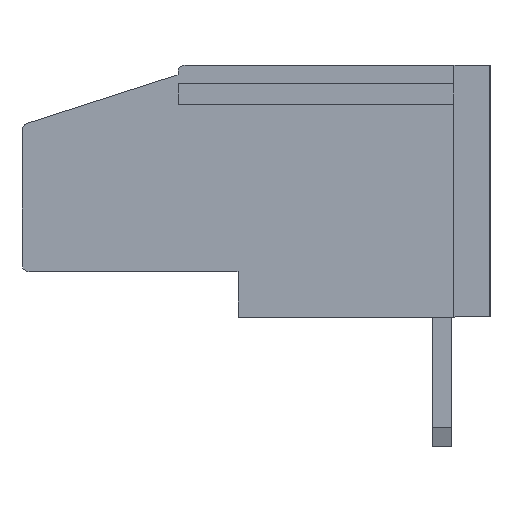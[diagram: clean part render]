
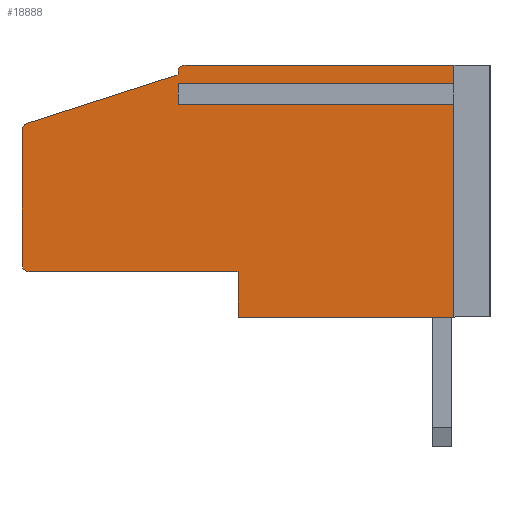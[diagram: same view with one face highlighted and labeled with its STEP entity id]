
A CAD part, left-side view. The second image highlights one B-rep face of the part: STEP entity #18888.
In plain terms, the highlighted planar face has unit normal (-1, 0, 0).
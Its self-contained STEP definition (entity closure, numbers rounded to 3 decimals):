
#158 = DIRECTION ( 'NONE',  ( 0., 0., -1. ) ) ;
#212 = DIRECTION ( 'NONE',  ( 0., 0., -1. ) ) ;
#669 = DIRECTION ( 'NONE',  ( -1., 0., 0. ) ) ;
#758 = CIRCLE ( 'NONE', #8867, 0.3 ) ;
#914 = EDGE_LOOP ( 'NONE', ( #27859, #28809, #6340, #1339, #30428, #26586, #23239, #21373, #34409, #34310, #21190, #31471, #33033, #27682, #34837 ) ) ;
#1339 = ORIENTED_EDGE ( 'NONE', *, *, #8929, .F. ) ;
#1695 = CARTESIAN_POINT ( 'NONE',  ( 0., 13., 9.502 ) ) ;
#2339 = LINE ( 'NONE', #13388, #17531 ) ;
#2394 = LINE ( 'NONE', #17169, #21773 ) ;
#2785 = CARTESIAN_POINT ( 'NONE',  ( 0., 13., 9.098 ) ) ;
#3156 = CARTESIAN_POINT ( 'NONE',  ( 0., 13., 9.502 ) ) ;
#3556 = VERTEX_POINT ( 'NONE', #21174 ) ;
#3997 = DIRECTION ( 'NONE',  ( 0., 0., -1. ) ) ;
#4383 = DIRECTION ( 'NONE',  ( 0., -1., 0. ) ) ;
#4986 = VERTEX_POINT ( 'NONE', #13516 ) ;
#5339 = DIRECTION ( 'NONE',  ( -1., 0., 0. ) ) ;
#5429 = DIRECTION ( 'NONE',  ( 0., -0.952, 0.307 ) ) ;
#5735 = DIRECTION ( 'NONE',  ( 0., 0., 1. ) ) ;
#5776 = VERTEX_POINT ( 'NONE', #18858 ) ;
#5981 = VECTOR ( 'NONE', #4383, 1000. ) ;
#6340 = ORIENTED_EDGE ( 'NONE', *, *, #16720, .F. ) ;
#6842 = EDGE_CURVE ( 'NONE', #3556, #27106, #8129, .T. ) ;
#7255 = VECTOR ( 'NONE', #10584, 1000. ) ;
#7587 = CARTESIAN_POINT ( 'NONE',  ( 0., 10.5, 1.9 ) ) ;
#7987 = EDGE_CURVE ( 'NONE', #27106, #33452, #30607, .T. ) ;
#8129 = LINE ( 'NONE', #30290, #30628 ) ;
#8867 = AXIS2_PLACEMENT_3D ( 'NONE', #31742, #669, #25932 ) ;
#8929 = EDGE_CURVE ( 'NONE', #23079, #22067, #18284, .T. ) ;
#9215 = CARTESIAN_POINT ( 'NONE',  ( 0., 10.5, 1.9 ) ) ;
#9376 = VECTOR ( 'NONE', #3997, 1000. ) ;
#9596 = CARTESIAN_POINT ( 'NONE',  ( 0., 1.5, 0. ) ) ;
#9640 = DIRECTION ( 'NONE',  ( 1., 0., 0. ) ) ;
#10152 = CARTESIAN_POINT ( 'NONE',  ( 0., 19.2, 2.2 ) ) ;
#10250 = VECTOR ( 'NONE', #18827, 1000. ) ;
#10319 = LINE ( 'NONE', #15937, #31910 ) ;
#10466 = AXIS2_PLACEMENT_3D ( 'NONE', #31638, #9640, #20900 ) ;
#10482 = EDGE_CURVE ( 'NONE', #19080, #28182, #10319, .T. ) ;
#10584 = DIRECTION ( 'NONE',  ( 0., -1., 0. ) ) ;
#11043 = DIRECTION ( 'NONE',  ( 0., -1., 0. ) ) ;
#11664 = VERTEX_POINT ( 'NONE', #34591 ) ;
#11847 = CIRCLE ( 'NONE', #16454, 0.3 ) ;
#13083 = VECTOR ( 'NONE', #25851, 1000. ) ;
#13388 = CARTESIAN_POINT ( 'NONE',  ( 0., 1.5, 10.5 ) ) ;
#13467 = EDGE_CURVE ( 'NONE', #4986, #22781, #22703, .T. ) ;
#13516 = CARTESIAN_POINT ( 'NONE',  ( 0., 1.5, 10.5 ) ) ;
#14434 = EDGE_CURVE ( 'NONE', #17175, #18424, #2339, .T. ) ;
#14885 = PLANE ( 'NONE',  #10466 ) ;
#14910 = LINE ( 'NONE', #3156, #13083 ) ;
#15242 = VECTOR ( 'NONE', #27375, 1000. ) ;
#15278 = AXIS2_PLACEMENT_3D ( 'NONE', #27620, #5339, #212 ) ;
#15417 = CARTESIAN_POINT ( 'NONE',  ( 0., 13., 10.2 ) ) ;
#15569 = LINE ( 'NONE', #17927, #5981 ) ;
#15937 = CARTESIAN_POINT ( 'NONE',  ( 0., 19.5, 10.5 ) ) ;
#16454 = AXIS2_PLACEMENT_3D ( 'NONE', #10152, #27047, #33046 ) ;
#16720 = EDGE_CURVE ( 'NONE', #22067, #11664, #2394, .T. ) ;
#17169 = CARTESIAN_POINT ( 'NONE',  ( 0., 19.5, 1.9 ) ) ;
#17175 = VERTEX_POINT ( 'NONE', #25114 ) ;
#17531 = VECTOR ( 'NONE', #158, 1000. ) ;
#17927 = CARTESIAN_POINT ( 'NONE',  ( 0., 19.5, 0. ) ) ;
#18085 = VERTEX_POINT ( 'NONE', #1695 ) ;
#18284 = LINE ( 'NONE', #7587, #10250 ) ;
#18424 = VERTEX_POINT ( 'NONE', #9596 ) ;
#18827 = DIRECTION ( 'NONE',  ( 0., 0., 1. ) ) ;
#18858 = CARTESIAN_POINT ( 'NONE',  ( 0., 12.7, 10.5 ) ) ;
#18888 = ADVANCED_FACE ( 'NONE', ( #20353 ), #14885, .F. ) ;
#19080 = VERTEX_POINT ( 'NONE', #22165 ) ;
#19290 = LINE ( 'NONE', #2785, #7255 ) ;
#20353 = FACE_OUTER_BOUND ( 'NONE', #914, .T. ) ;
#20900 = DIRECTION ( 'NONE',  ( 0., 0., -1. ) ) ;
#21174 = CARTESIAN_POINT ( 'NONE',  ( 0., 19.292, 8.067 ) ) ;
#21190 = ORIENTED_EDGE ( 'NONE', *, *, #26423, .F. ) ;
#21373 = ORIENTED_EDGE ( 'NONE', *, *, #30914, .F. ) ;
#21773 = VECTOR ( 'NONE', #31568, 1000. ) ;
#22067 = VERTEX_POINT ( 'NONE', #9215 ) ;
#22165 = CARTESIAN_POINT ( 'NONE',  ( 0., 19.5, 2.2 ) ) ;
#22454 = CARTESIAN_POINT ( 'NONE',  ( 0., 13., 10.1 ) ) ;
#22703 = LINE ( 'NONE', #26138, #9376 ) ;
#22781 = VERTEX_POINT ( 'NONE', #33606 ) ;
#22858 = EDGE_CURVE ( 'NONE', #23079, #18424, #15569, .T. ) ;
#23079 = VERTEX_POINT ( 'NONE', #27120 ) ;
#23193 = EDGE_CURVE ( 'NONE', #3556, #28182, #29162, .T. ) ;
#23239 = ORIENTED_EDGE ( 'NONE', *, *, #33962, .F. ) ;
#25114 = CARTESIAN_POINT ( 'NONE',  ( 0., 1.5, 9.098 ) ) ;
#25851 = DIRECTION ( 'NONE',  ( 0., -1., 0. ) ) ;
#25932 = DIRECTION ( 'NONE',  ( 0., 0., -1. ) ) ;
#26138 = CARTESIAN_POINT ( 'NONE',  ( 0., 1.5, 10.5 ) ) ;
#26423 = EDGE_CURVE ( 'NONE', #5776, #4986, #28102, .T. ) ;
#26586 = ORIENTED_EDGE ( 'NONE', *, *, #14434, .F. ) ;
#26698 = CARTESIAN_POINT ( 'NONE',  ( 0., 13., 9.502 ) ) ;
#27047 = DIRECTION ( 'NONE',  ( -1., 0., 0. ) ) ;
#27049 = DIRECTION ( 'NONE',  ( 0., 0., 1. ) ) ;
#27106 = VERTEX_POINT ( 'NONE', #34011 ) ;
#27120 = CARTESIAN_POINT ( 'NONE',  ( 0., 10.5, 0. ) ) ;
#27375 = DIRECTION ( 'NONE',  ( 0., 0., -1. ) ) ;
#27620 = CARTESIAN_POINT ( 'NONE',  ( 0., 19.2, 7.782 ) ) ;
#27682 = ORIENTED_EDGE ( 'NONE', *, *, #6842, .F. ) ;
#27859 = ORIENTED_EDGE ( 'NONE', *, *, #10482, .F. ) ;
#28102 = LINE ( 'NONE', #35968, #29711 ) ;
#28160 = CARTESIAN_POINT ( 'NONE',  ( 0., 19.5, 7.782 ) ) ;
#28182 = VERTEX_POINT ( 'NONE', #28160 ) ;
#28809 = ORIENTED_EDGE ( 'NONE', *, *, #29006, .T. ) ;
#29006 = EDGE_CURVE ( 'NONE', #19080, #11664, #11847, .T. ) ;
#29162 = CIRCLE ( 'NONE', #15278, 0.3 ) ;
#29711 = VECTOR ( 'NONE', #11043, 1000. ) ;
#30290 = CARTESIAN_POINT ( 'NONE',  ( 0., 19.5, 8. ) ) ;
#30428 = ORIENTED_EDGE ( 'NONE', *, *, #22858, .T. ) ;
#30607 = LINE ( 'NONE', #22454, #35713 ) ;
#30628 = VECTOR ( 'NONE', #5429, 1000. ) ;
#30914 = EDGE_CURVE ( 'NONE', #18085, #35904, #32688, .T. ) ;
#31228 = EDGE_CURVE ( 'NONE', #5776, #33452, #758, .T. ) ;
#31471 = ORIENTED_EDGE ( 'NONE', *, *, #31228, .T. ) ;
#31568 = DIRECTION ( 'NONE',  ( 0., 1., 0. ) ) ;
#31638 = CARTESIAN_POINT ( 'NONE',  ( 0., 19.5, 10.5 ) ) ;
#31742 = CARTESIAN_POINT ( 'NONE',  ( 0., 12.7, 10.2 ) ) ;
#31910 = VECTOR ( 'NONE', #27049, 1000. ) ;
#32688 = LINE ( 'NONE', #26698, #15242 ) ;
#33033 = ORIENTED_EDGE ( 'NONE', *, *, #7987, .F. ) ;
#33046 = DIRECTION ( 'NONE',  ( 0., 0., -1. ) ) ;
#33452 = VERTEX_POINT ( 'NONE', #15417 ) ;
#33606 = CARTESIAN_POINT ( 'NONE',  ( 0., 1.5, 9.502 ) ) ;
#33866 = CARTESIAN_POINT ( 'NONE',  ( 0., 13., 9.098 ) ) ;
#33962 = EDGE_CURVE ( 'NONE', #35904, #17175, #19290, .T. ) ;
#34011 = CARTESIAN_POINT ( 'NONE',  ( 0., 13., 10.1 ) ) ;
#34027 = EDGE_CURVE ( 'NONE', #18085, #22781, #14910, .T. ) ;
#34310 = ORIENTED_EDGE ( 'NONE', *, *, #13467, .F. ) ;
#34409 = ORIENTED_EDGE ( 'NONE', *, *, #34027, .T. ) ;
#34591 = CARTESIAN_POINT ( 'NONE',  ( 0., 19.2, 1.9 ) ) ;
#34837 = ORIENTED_EDGE ( 'NONE', *, *, #23193, .T. ) ;
#35713 = VECTOR ( 'NONE', #5735, 1000. ) ;
#35904 = VERTEX_POINT ( 'NONE', #33866 ) ;
#35968 = CARTESIAN_POINT ( 'NONE',  ( 0., 19.5, 10.5 ) ) ;
